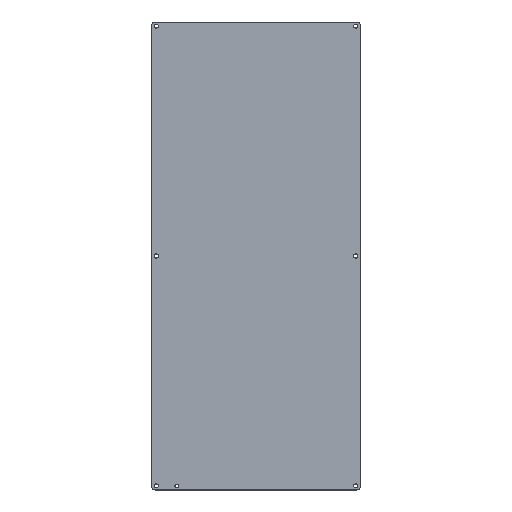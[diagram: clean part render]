
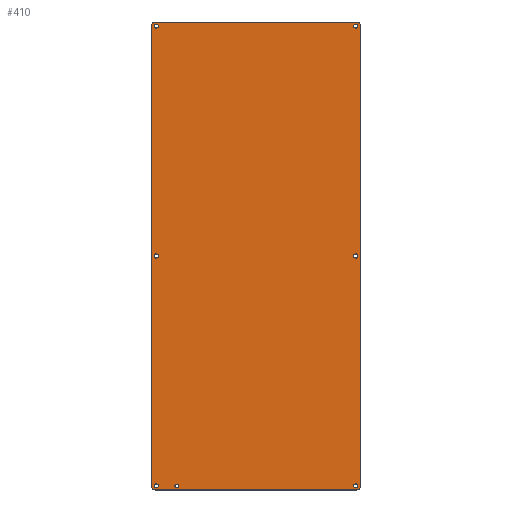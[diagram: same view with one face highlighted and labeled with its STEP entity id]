
A CAD part, top view. The second image highlights one B-rep face of the part: STEP entity #410.
In plain terms, the highlighted planar face has unit normal (0, 0, 1).
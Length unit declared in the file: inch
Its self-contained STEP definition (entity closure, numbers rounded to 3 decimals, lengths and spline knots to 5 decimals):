
#5 = AXIS2_PLACEMENT_3D ( 'NONE', #100, #565, #295 ) ;
#9 = VERTEX_POINT ( 'NONE', #97 ) ;
#14 = FACE_BOUND ( 'NONE', #280, .T. ) ;
#19 = AXIS2_PLACEMENT_3D ( 'NONE', #42, #600, #184 ) ;
#31 = EDGE_CURVE ( 'NONE', #9, #9, #211, .T. ) ;
#33 = PLANE ( 'NONE',  #368 ) ;
#34 = CIRCLE ( 'NONE', #61, 0.125 ) ;
#39 = VERTEX_POINT ( 'NONE', #479 ) ;
#40 = DIRECTION ( 'NONE',  ( 0., 0., -1. ) ) ;
#42 = CARTESIAN_POINT ( 'NONE',  ( 6.1875, -14.125, 0. ) ) ;
#49 = CARTESIAN_POINT ( 'NONE',  ( -4.76587, -14.125, 0. ) ) ;
#61 = AXIS2_PLACEMENT_3D ( 'NONE', #375, #128, #543 ) ;
#65 = LINE ( 'NONE', #354, #136 ) ;
#66 = AXIS2_PLACEMENT_3D ( 'NONE', #208, #496, #402 ) ;
#67 = VERTEX_POINT ( 'NONE', #576 ) ;
#68 = CARTESIAN_POINT ( 'NONE',  ( -6.4375, 14.125, 0. ) ) ;
#70 = ORIENTED_EDGE ( 'NONE', *, *, #515, .T. ) ;
#71 = EDGE_CURVE ( 'NONE', #154, #154, #510, .T. ) ;
#73 = EDGE_CURVE ( 'NONE', #135, #344, #615, .T. ) ;
#75 = DIRECTION ( 'NONE',  ( 1., 0., 0. ) ) ;
#78 = DIRECTION ( 'NONE',  ( 1., 0., 0. ) ) ;
#80 = DIRECTION ( 'NONE',  ( 1., 0., 0. ) ) ;
#84 = ORIENTED_EDGE ( 'NONE', *, *, #534, .T. ) ;
#86 = VERTEX_POINT ( 'NONE', #49 ) ;
#91 = FACE_BOUND ( 'NONE', #231, .T. ) ;
#97 = CARTESIAN_POINT ( 'NONE',  ( 6.25, -14.125, 0. ) ) ;
#100 = CARTESIAN_POINT ( 'NONE',  ( 6.125, -14.125, 0. ) ) ;
#110 = DIRECTION ( 'NONE',  ( 0., 0., -1. ) ) ;
#112 = CARTESIAN_POINT ( 'NONE',  ( -6.125, -14.125, 0. ) ) ;
#115 = CIRCLE ( 'NONE', #463, 0.10913 ) ;
#120 = EDGE_CURVE ( 'NONE', #448, #516, #303, .T. ) ;
#128 = DIRECTION ( 'NONE',  ( 0., 0., -1. ) ) ;
#133 = ORIENTED_EDGE ( 'NONE', *, *, #307, .T. ) ;
#135 = VERTEX_POINT ( 'NONE', #68 ) ;
#136 = VECTOR ( 'NONE', #310, 39.37008 ) ;
#137 = FACE_OUTER_BOUND ( 'NONE', #245, .T. ) ;
#142 = CARTESIAN_POINT ( 'NONE',  ( 6.125, 14.125, 0. ) ) ;
#153 = CARTESIAN_POINT ( 'NONE',  ( -6.125, 14.125, 0. ) ) ;
#154 = VERTEX_POINT ( 'NONE', #476 ) ;
#155 = DIRECTION ( 'NONE',  ( 1., 0., 0. ) ) ;
#168 = CIRCLE ( 'NONE', #329, 0.125 ) ;
#177 = EDGE_LOOP ( 'NONE', ( #84 ) ) ;
#184 = DIRECTION ( 'NONE',  ( 1., 0., 0. ) ) ;
#189 = EDGE_CURVE ( 'NONE', #530, #530, #428, .T. ) ;
#194 = VERTEX_POINT ( 'NONE', #445 ) ;
#203 = VERTEX_POINT ( 'NONE', #529 ) ;
#208 = CARTESIAN_POINT ( 'NONE',  ( 6.1875, 14.125, 0. ) ) ;
#211 = CIRCLE ( 'NONE', #5, 0.125 ) ;
#221 = CIRCLE ( 'NONE', #559, 0.25 ) ;
#224 = CARTESIAN_POINT ( 'NONE',  ( 6.4375, 14.125, 0. ) ) ;
#225 = ORIENTED_EDGE ( 'NONE', *, *, #241, .T. ) ;
#226 = FACE_BOUND ( 'NONE', #596, .T. ) ;
#231 = EDGE_LOOP ( 'NONE', ( #340 ) ) ;
#239 = CARTESIAN_POINT ( 'NONE',  ( 6.125, 0., 0. ) ) ;
#241 = EDGE_CURVE ( 'NONE', #516, #67, #65, .T. ) ;
#243 = CIRCLE ( 'NONE', #19, 0.25 ) ;
#244 = CARTESIAN_POINT ( 'NONE',  ( -6.1875, 14.125, 0. ) ) ;
#245 = EDGE_LOOP ( 'NONE', ( #298, #455, #331, #542, #337, #409, #225, #579 ) ) ;
#246 = EDGE_LOOP ( 'NONE', ( #133 ) ) ;
#251 = CARTESIAN_POINT ( 'NONE',  ( -6., -14.125, 0. ) ) ;
#252 = VERTEX_POINT ( 'NONE', #578 ) ;
#253 = DIRECTION ( 'NONE',  ( 0., 0., -1. ) ) ;
#255 = AXIS2_PLACEMENT_3D ( 'NONE', #335, #555, #273 ) ;
#267 = AXIS2_PLACEMENT_3D ( 'NONE', #112, #110, #302 ) ;
#272 = EDGE_CURVE ( 'NONE', #382, #448, #553, .T. ) ;
#273 = DIRECTION ( 'NONE',  ( 1., 0., 0. ) ) ;
#278 = DIRECTION ( 'NONE',  ( 1., 0., 0. ) ) ;
#280 = EDGE_LOOP ( 'NONE', ( #453 ) ) ;
#287 = FACE_BOUND ( 'NONE', #288, .T. ) ;
#288 = EDGE_LOOP ( 'NONE', ( #320 ) ) ;
#292 = DIRECTION ( 'NONE',  ( 0., 0., 1. ) ) ;
#295 = DIRECTION ( 'NONE',  ( 1., 0., 0. ) ) ;
#298 = ORIENTED_EDGE ( 'NONE', *, *, #73, .T. ) ;
#302 = DIRECTION ( 'NONE',  ( 1., 0., 0. ) ) ;
#303 = CIRCLE ( 'NONE', #66, 0.25 ) ;
#305 = VECTOR ( 'NONE', #75, 39.37008 ) ;
#307 = EDGE_CURVE ( 'NONE', #203, #203, #350, .T. ) ;
#310 = DIRECTION ( 'NONE',  ( -1., 0., 0. ) ) ;
#320 = ORIENTED_EDGE ( 'NONE', *, *, #31, .T. ) ;
#327 = CARTESIAN_POINT ( 'NONE',  ( 6.4375, 0., 0. ) ) ;
#328 = VECTOR ( 'NONE', #421, 39.37008 ) ;
#329 = AXIS2_PLACEMENT_3D ( 'NONE', #142, #509, #78 ) ;
#331 = ORIENTED_EDGE ( 'NONE', *, *, #493, .T. ) ;
#335 = CARTESIAN_POINT ( 'NONE',  ( -6.1875, -14.125, 0. ) ) ;
#337 = ORIENTED_EDGE ( 'NONE', *, *, #272, .T. ) ;
#340 = ORIENTED_EDGE ( 'NONE', *, *, #566, .T. ) ;
#344 = VERTEX_POINT ( 'NONE', #462 ) ;
#346 = CARTESIAN_POINT ( 'NONE',  ( 6.25, 14.125, 0. ) ) ;
#347 = DIRECTION ( 'NONE',  ( 0., -1., 0. ) ) ;
#350 = CIRCLE ( 'NONE', #502, 0.125 ) ;
#354 = CARTESIAN_POINT ( 'NONE',  ( 0., 14.375, 0. ) ) ;
#368 = AXIS2_PLACEMENT_3D ( 'NONE', #471, #610, #278 ) ;
#369 = EDGE_LOOP ( 'NONE', ( #374 ) ) ;
#373 = CARTESIAN_POINT ( 'NONE',  ( 6.1875, 14.375, 0. ) ) ;
#374 = ORIENTED_EDGE ( 'NONE', *, *, #71, .T. ) ;
#375 = CARTESIAN_POINT ( 'NONE',  ( -6.125, 0., 0. ) ) ;
#381 = LINE ( 'NONE', #607, #305 ) ;
#382 = VERTEX_POINT ( 'NONE', #403 ) ;
#387 = CARTESIAN_POINT ( 'NONE',  ( -4.875, -14.125, 0. ) ) ;
#399 = DIRECTION ( 'NONE',  ( 1., 0., 0. ) ) ;
#402 = DIRECTION ( 'NONE',  ( 1., 0., 0. ) ) ;
#403 = CARTESIAN_POINT ( 'NONE',  ( 6.4375, -14.125, 0. ) ) ;
#404 = FACE_BOUND ( 'NONE', #177, .T. ) ;
#409 = ORIENTED_EDGE ( 'NONE', *, *, #120, .T. ) ;
#410 = ADVANCED_FACE ( 'NONE', ( #404, #586, #14, #91, #226, #460, #287, #137 ), #33, .T. ) ;
#421 = DIRECTION ( 'NONE',  ( 0., 1., 0. ) ) ;
#428 = CIRCLE ( 'NONE', #267, 0.125 ) ;
#445 = CARTESIAN_POINT ( 'NONE',  ( -6.1875, -14.375, 0. ) ) ;
#448 = VERTEX_POINT ( 'NONE', #224 ) ;
#452 = EDGE_CURVE ( 'NONE', #39, #382, #243, .T. ) ;
#453 = ORIENTED_EDGE ( 'NONE', *, *, #189, .T. ) ;
#455 = ORIENTED_EDGE ( 'NONE', *, *, #550, .T. ) ;
#460 = FACE_BOUND ( 'NONE', #369, .T. ) ;
#462 = CARTESIAN_POINT ( 'NONE',  ( -6.4375, -14.125, 0. ) ) ;
#463 = AXIS2_PLACEMENT_3D ( 'NONE', #387, #572, #399 ) ;
#471 = CARTESIAN_POINT ( 'NONE',  ( 0., 0., 0. ) ) ;
#476 = CARTESIAN_POINT ( 'NONE',  ( -6., 14.125, 0. ) ) ;
#479 = CARTESIAN_POINT ( 'NONE',  ( 6.1875, -14.375, 0. ) ) ;
#481 = DIRECTION ( 'NONE',  ( 1., 0., 0. ) ) ;
#493 = EDGE_CURVE ( 'NONE', #194, #39, #381, .T. ) ;
#496 = DIRECTION ( 'NONE',  ( 0., 0., 1. ) ) ;
#502 = AXIS2_PLACEMENT_3D ( 'NONE', #239, #40, #80 ) ;
#509 = DIRECTION ( 'NONE',  ( 0., 0., -1. ) ) ;
#510 = CIRCLE ( 'NONE', #537, 0.125 ) ;
#513 = CIRCLE ( 'NONE', #255, 0.25 ) ;
#515 = EDGE_CURVE ( 'NONE', #608, #608, #168, .T. ) ;
#516 = VERTEX_POINT ( 'NONE', #373 ) ;
#529 = CARTESIAN_POINT ( 'NONE',  ( 6.25, 0., 0. ) ) ;
#530 = VERTEX_POINT ( 'NONE', #251 ) ;
#534 = EDGE_CURVE ( 'NONE', #252, #252, #34, .T. ) ;
#537 = AXIS2_PLACEMENT_3D ( 'NONE', #153, #253, #155 ) ;
#542 = ORIENTED_EDGE ( 'NONE', *, *, #452, .T. ) ;
#543 = DIRECTION ( 'NONE',  ( 1., 0., 0. ) ) ;
#550 = EDGE_CURVE ( 'NONE', #344, #194, #513, .T. ) ;
#553 = LINE ( 'NONE', #327, #328 ) ;
#555 = DIRECTION ( 'NONE',  ( 0., 0., 1. ) ) ;
#559 = AXIS2_PLACEMENT_3D ( 'NONE', #244, #292, #481 ) ;
#560 = CARTESIAN_POINT ( 'NONE',  ( -6.4375, 0., 0. ) ) ;
#565 = DIRECTION ( 'NONE',  ( 0., 0., -1. ) ) ;
#566 = EDGE_CURVE ( 'NONE', #86, #86, #115, .T. ) ;
#572 = DIRECTION ( 'NONE',  ( 0., 0., -1. ) ) ;
#573 = VECTOR ( 'NONE', #347, 39.37008 ) ;
#576 = CARTESIAN_POINT ( 'NONE',  ( -6.1875, 14.375, 0. ) ) ;
#578 = CARTESIAN_POINT ( 'NONE',  ( -6., 0., 0. ) ) ;
#579 = ORIENTED_EDGE ( 'NONE', *, *, #601, .T. ) ;
#586 = FACE_BOUND ( 'NONE', #246, .T. ) ;
#596 = EDGE_LOOP ( 'NONE', ( #70 ) ) ;
#600 = DIRECTION ( 'NONE',  ( 0., 0., 1. ) ) ;
#601 = EDGE_CURVE ( 'NONE', #67, #135, #221, .T. ) ;
#607 = CARTESIAN_POINT ( 'NONE',  ( 0., -14.375, 0. ) ) ;
#608 = VERTEX_POINT ( 'NONE', #346 ) ;
#610 = DIRECTION ( 'NONE',  ( 0., 0., 1. ) ) ;
#615 = LINE ( 'NONE', #560, #573 ) ;
